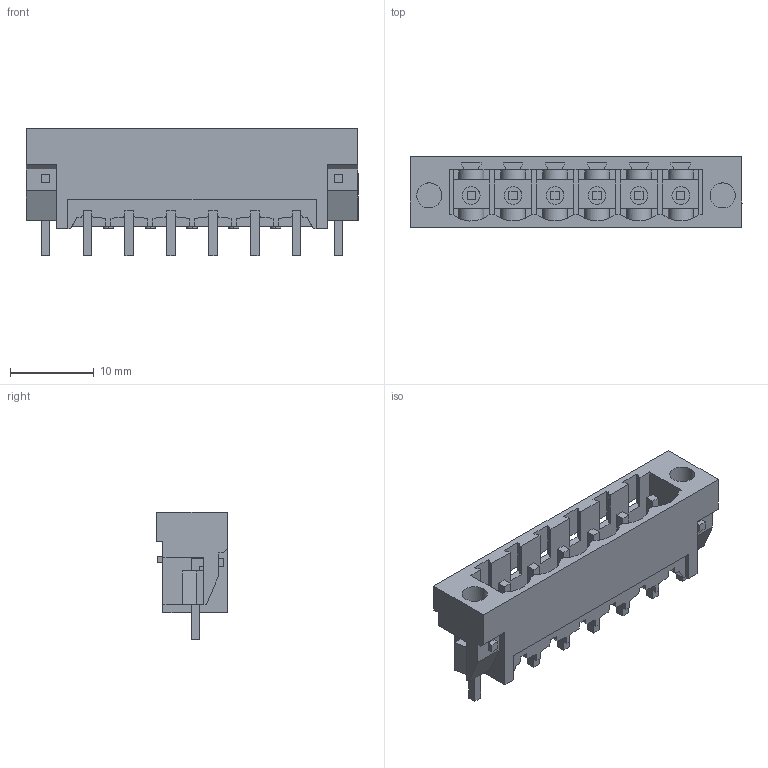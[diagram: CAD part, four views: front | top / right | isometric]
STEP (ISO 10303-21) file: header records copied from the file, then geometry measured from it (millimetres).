
FILE_DESCRIPTION(('CATIA V5 STEP Exchange','CAx-IF Rec.Pracs.--- Model Styling and Organization---1.2---2011-12-15'),'2;1');
FILE_NAME ('D1457160_0_1841430000_1841430000.stp','2018-04-12T04:34:55+00:00',('none'),('Weidmueller'),'CATIA Version 5-6 Release 2014','CATIA V5 STEP AP214','none');
FILE_SCHEMA(('AUTOMOTIVE_DESIGN { 1 0 10303 214 1 1 1 1 }'));
Length unit declared in the file: millimetre
Products named in the file (1): 1841430000
Bounding box: 39.6 x 8.43 x 15.2 mm (x, y, z)
Volume: 1629 mm3; surface area: 3507.3 mm2
Topology: 9 solids, 9 shells, 470 faces, 1383 edges, 921 vertices
Faces by surface type: plane 406, cylinder 64
Entity records: 14946 total; most frequent: CARTESIAN_POINT 3033, ORIENTED_EDGE 2766, DIRECTION 1977, EDGE_CURVE 1383, VECTOR 1205, LINE 1205, VERTEX_POINT 921, EDGE_LOOP 488
